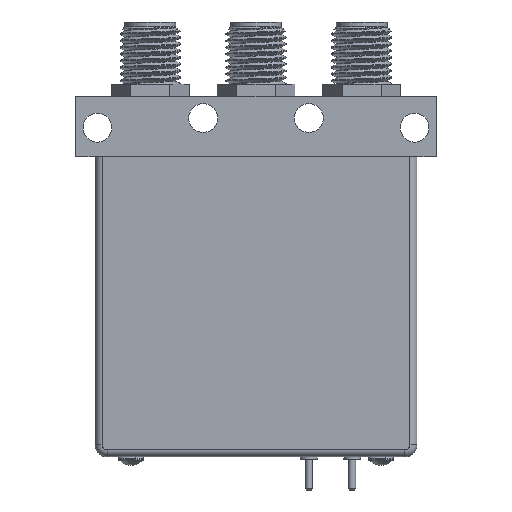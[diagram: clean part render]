
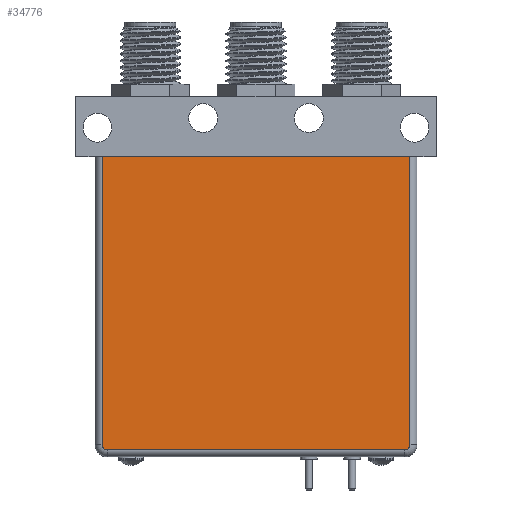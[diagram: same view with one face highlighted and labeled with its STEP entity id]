
A CAD part, front view. The second image highlights one B-rep face of the part: STEP entity #34776.
In plain terms, the highlighted planar face has unit normal (0, -1, 0).
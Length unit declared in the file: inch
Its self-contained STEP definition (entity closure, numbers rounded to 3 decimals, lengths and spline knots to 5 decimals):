
#1086 = AXIS2_PLACEMENT_3D ( 'NONE', #5092, #21540, #52378 ) ;
#1268 = VECTOR ( 'NONE', #8215, 39.37008 ) ;
#1310 = CARTESIAN_POINT ( 'NONE',  ( 0.62, -0.253, -0.72 ) ) ;
#3607 = ORIENTED_EDGE ( 'NONE', *, *, #46930, .T. ) ;
#4248 = CARTESIAN_POINT ( 'NONE',  ( 0., -0.253, 0.5 ) ) ;
#4577 = CIRCLE ( 'NONE', #36230, 0.02 ) ;
#5092 = CARTESIAN_POINT ( 'NONE',  ( 0.62, -0.253, -0.7 ) ) ;
#5653 = DIRECTION ( 'NONE',  ( 0., 0., -1. ) ) ;
#8215 = DIRECTION ( 'NONE',  ( 1., 0., 0. ) ) ;
#8921 = VERTEX_POINT ( 'NONE', #1310 ) ;
#9272 = DIRECTION ( 'NONE',  ( 1., 0., 0. ) ) ;
#11013 = PLANE ( 'NONE',  #54778 ) ;
#12266 = CARTESIAN_POINT ( 'NONE',  ( -0.64, -0.253, -0.7 ) ) ;
#14230 = DIRECTION ( 'NONE',  ( 0., 0., 1. ) ) ;
#14534 = EDGE_CURVE ( 'NONE', #17530, #45028, #53005, .T. ) ;
#14674 = VECTOR ( 'NONE', #14230, 39.37008 ) ;
#14907 = CARTESIAN_POINT ( 'NONE',  ( 0.62, -0.253, -0.72 ) ) ;
#16111 = DIRECTION ( 'NONE',  ( 0., 0., -1. ) ) ;
#17530 = VERTEX_POINT ( 'NONE', #31422 ) ;
#17683 = ORIENTED_EDGE ( 'NONE', *, *, #14534, .T. ) ;
#19031 = CARTESIAN_POINT ( 'NONE',  ( 0.64, -0.253, 0.5 ) ) ;
#19719 = ORIENTED_EDGE ( 'NONE', *, *, #30673, .F. ) ;
#19806 = DIRECTION ( 'NONE',  ( 0., -1., 0. ) ) ;
#21231 = LINE ( 'NONE', #4248, #1268 ) ;
#21540 = DIRECTION ( 'NONE',  ( 0., -1., 0. ) ) ;
#26719 = ORIENTED_EDGE ( 'NONE', *, *, #55492, .T. ) ;
#28461 = ORIENTED_EDGE ( 'NONE', *, *, #36892, .T. ) ;
#30016 = CIRCLE ( 'NONE', #1086, 0.02 ) ;
#30078 = CARTESIAN_POINT ( 'NONE',  ( -0.62, -0.253, -0.7 ) ) ;
#30673 = EDGE_CURVE ( 'NONE', #36766, #45028, #21231, .T. ) ;
#31422 = CARTESIAN_POINT ( 'NONE',  ( 0.64, -0.253, -0.7 ) ) ;
#33310 = CARTESIAN_POINT ( 'NONE',  ( 0.64, -0.253, 0.5 ) ) ;
#34301 = CARTESIAN_POINT ( 'NONE',  ( -0.64, -0.253, 0.5 ) ) ;
#34325 = DIRECTION ( 'NONE',  ( 0., 0., -1. ) ) ;
#34776 = ADVANCED_FACE ( 'NONE', ( #41328 ), #11013, .T. ) ;
#36230 = AXIS2_PLACEMENT_3D ( 'NONE', #30078, #42264, #34325 ) ;
#36766 = VERTEX_POINT ( 'NONE', #34301 ) ;
#36892 = EDGE_CURVE ( 'NONE', #36766, #49075, #52385, .T. ) ;
#41328 = FACE_OUTER_BOUND ( 'NONE', #48427, .T. ) ;
#42264 = DIRECTION ( 'NONE',  ( 0., -1., 0. ) ) ;
#44024 = VECTOR ( 'NONE', #5653, 39.37008 ) ;
#45028 = VERTEX_POINT ( 'NONE', #33310 ) ;
#45114 = CARTESIAN_POINT ( 'NONE',  ( -0.62, -0.253, -0.72 ) ) ;
#46930 = EDGE_CURVE ( 'NONE', #49075, #53085, #4577, .T. ) ;
#48151 = CARTESIAN_POINT ( 'NONE',  ( -0.64, -0.253, -0.7 ) ) ;
#48427 = EDGE_LOOP ( 'NONE', ( #19719, #28461, #3607, #26719, #54366, #17683 ) ) ;
#49075 = VERTEX_POINT ( 'NONE', #12266 ) ;
#49484 = EDGE_CURVE ( 'NONE', #8921, #17530, #30016, .T. ) ;
#49530 = VECTOR ( 'NONE', #9272, 39.37008 ) ;
#52378 = DIRECTION ( 'NONE',  ( 0., 0., -1. ) ) ;
#52385 = LINE ( 'NONE', #48151, #44024 ) ;
#53005 = LINE ( 'NONE', #19031, #14674 ) ;
#53085 = VERTEX_POINT ( 'NONE', #45114 ) ;
#53137 = LINE ( 'NONE', #14907, #49530 ) ;
#53768 = CARTESIAN_POINT ( 'NONE',  ( 0., -0.253, 0. ) ) ;
#54366 = ORIENTED_EDGE ( 'NONE', *, *, #49484, .T. ) ;
#54778 = AXIS2_PLACEMENT_3D ( 'NONE', #53768, #19806, #16111 ) ;
#55492 = EDGE_CURVE ( 'NONE', #53085, #8921, #53137, .T. ) ;
